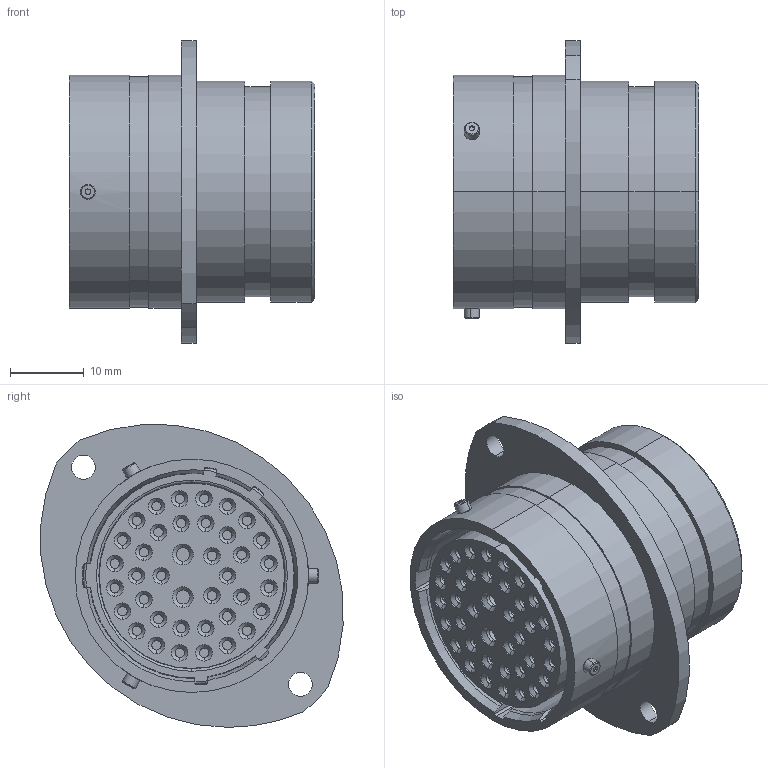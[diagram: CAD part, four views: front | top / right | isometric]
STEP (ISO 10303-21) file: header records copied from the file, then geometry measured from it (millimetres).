
FILE_DESCRIPTION (( 'STEP AP214' ), '1' );
FILE_NAME ('AS020-39SN.STEP', '2017-03-07T13:48:19', ( 'TE Connectivity' ), ( 'TE Connectivity' ), 'SwSTEP 2.0', 'SolidWorks 2014', '' );
FILE_SCHEMA (( 'AUTOMOTIVE_DESIGN' ));
Length unit declared in the file: inch
Products named in the file (1): AS020-39SN
Bounding box: 33.31 x 40.96 x 41.04 mm (x, y, z)
Volume: 18413.5 mm3; surface area: 19661.7 mm2
Topology: 9 solids, 9 shells, 1189 faces, 2604 edges, 1481 vertices
Faces by surface type: cylinder 418, torus 336, cone 332, plane 91, sphere 12
Entity records: 48728 total; most frequent: DIRECTION 6721, CARTESIAN_POINT 5555, ORIENTED_EDGE 5196, AXIS2_PLACEMENT_3D 2971, EDGE_CURVE 2598, CIRCLE 1781, VERTEX_POINT 1481, EDGE_LOOP 1415
